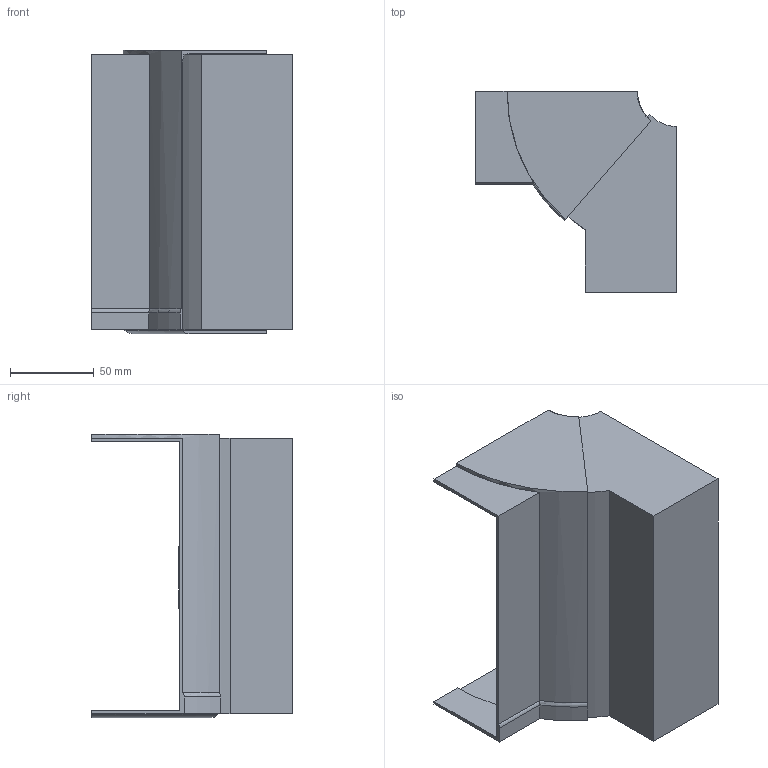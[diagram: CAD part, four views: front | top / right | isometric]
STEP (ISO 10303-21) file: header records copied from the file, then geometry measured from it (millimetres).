
FILE_DESCRIPTION(('CoCreate Modeling STEP Export'),'2;1');
FILE_NAME('6116201.stp','2016-10-06T13:52:00',(''),(''),'CoCreate Modeling STEP processor for AP214 (Solid Model)','CoCreate Modeling 16.00B 02-Dec-2008 (C) Parametric Technology GmbH','');
FILE_SCHEMA(('AUTOMOTIVE_DESIGN { 1 0 10303 214 1 1 1 1 }'));
Length unit declared in the file: millimetre
Products named in the file (5): Inneneck_102.1; Inneneck_102; Inneneck_100; Inneneck_kompl.; 6116201.stp
Assembly tree (4 placements, depth 3):
  6116201.stp
    Inneneck_kompl.
      Inneneck_100
      Inneneck_102
      Inneneck_102.1
Bounding box: 120 x 120 x 169.2 mm (x, y, z)
Volume: 317007 mm3; surface area: 100951 mm2
Topology: 3 solids, 3 shells, 862 faces, 2356 edges, 1570 vertices
Faces by surface type: plane 724, cylinder 125, extrusion 8, torus 5
Entity records: 27264 total; most frequent: CARTESIAN_POINT 5401, ORIENTED_EDGE 4712, DIRECTION 4112, EDGE_CURVE 2356, VECTOR 2076, LINE 2072, VERTEX_POINT 1570, AXIS2_PLACEMENT_3D 1018
